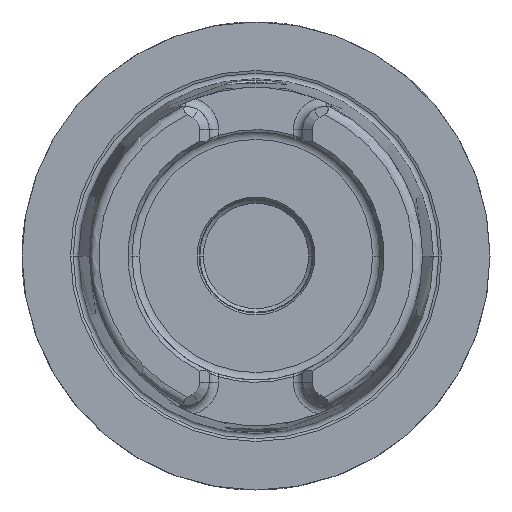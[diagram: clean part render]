
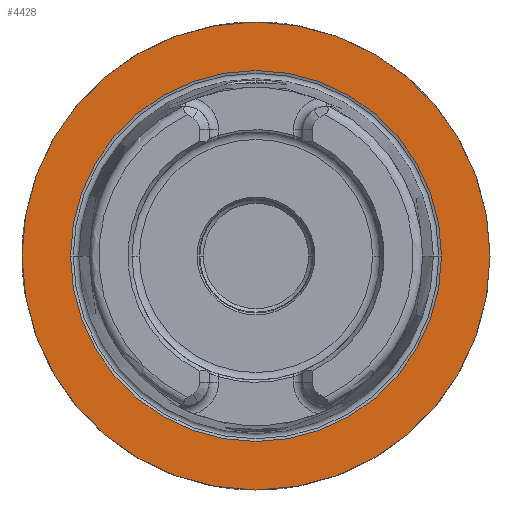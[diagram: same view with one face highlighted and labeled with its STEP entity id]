
A CAD part, left-side view. The second image highlights one B-rep face of the part: STEP entity #4428.
In plain terms, the highlighted planar face has unit normal (-1, 0, 0).
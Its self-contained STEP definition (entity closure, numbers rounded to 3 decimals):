
#905=CARTESIAN_POINT('',(0.,0.,0.));
#906=DIRECTION('',(1.,0.,0.));
#907=DIRECTION('',(0.,1.,0.));
#908=AXIS2_PLACEMENT_3D('',#905,#906,#907);
#910=CARTESIAN_POINT('',(0.,0.,0.));
#911=DIRECTION('',(-1.,0.,0.));
#912=DIRECTION('',(0.,1.,0.));
#913=AXIS2_PLACEMENT_3D('',#910,#911,#912);
#915=CARTESIAN_POINT('',(0.,0.,0.));
#916=DIRECTION('',(-1.,0.,0.));
#917=DIRECTION('',(0.,-1.,0.));
#918=AXIS2_PLACEMENT_3D('',#915,#916,#917);
#920=CARTESIAN_POINT('',(0.,0.,0.));
#921=DIRECTION('',(-1.,0.,0.));
#922=DIRECTION('',(0.,1.,0.));
#923=AXIS2_PLACEMENT_3D('',#920,#921,#922);
#2939=CARTESIAN_POINT('',(0.,50.,0.));
#2940=CARTESIAN_POINT('',(0.,-50.,0.));
#2941=VERTEX_POINT('',#2939);
#2942=VERTEX_POINT('',#2940);
#2967=CARTESIAN_POINT('',(0.,-39.632,0.));
#2968=VERTEX_POINT('',#2967);
#2969=CARTESIAN_POINT('',(0.,39.632,0.));
#2970=VERTEX_POINT('',#2969);
#4413=CARTESIAN_POINT('',(0.,0.,0.));
#4414=DIRECTION('',(1.,0.,0.));
#4415=DIRECTION('',(0.,-1.,0.));
#4416=AXIS2_PLACEMENT_3D('',#4413,#4414,#4415);
#4417=PLANE('',#4416);
#4419=ORIENTED_EDGE('',*,*,#4418,.T.);
#4421=ORIENTED_EDGE('',*,*,#4420,.F.);
#4422=EDGE_LOOP('',(#4419,#4421));
#4423=FACE_OUTER_BOUND('',#4422,.F.);
#4424=ORIENTED_EDGE('',*,*,#4408,.T.);
#4425=ORIENTED_EDGE('',*,*,#4392,.T.);
#4426=EDGE_LOOP('',(#4424,#4425));
#4427=FACE_BOUND('',#4426,.F.);
#4428=ADVANCED_FACE('',(#4423,#4427),#4417,.F.);
#909=CIRCLE('',#908,50.);
#914=CIRCLE('',#913,50.);
#919=CIRCLE('',#918,39.632);
#924=CIRCLE('',#923,39.632);
#4392=EDGE_CURVE('',#2970,#2968,#924,.T.);
#4408=EDGE_CURVE('',#2968,#2970,#919,.T.);
#4418=EDGE_CURVE('',#2941,#2942,#909,.T.);
#4420=EDGE_CURVE('',#2941,#2942,#914,.T.);
